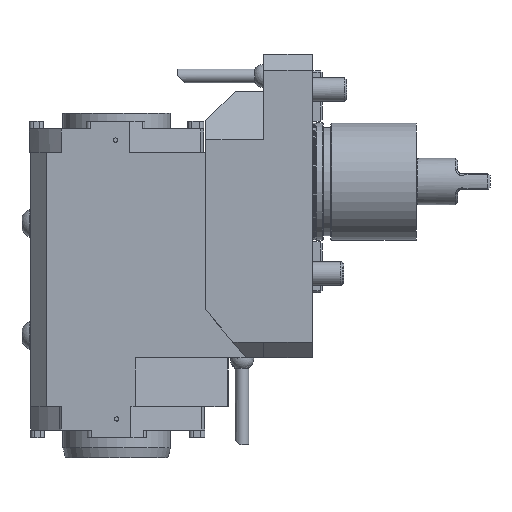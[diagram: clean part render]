
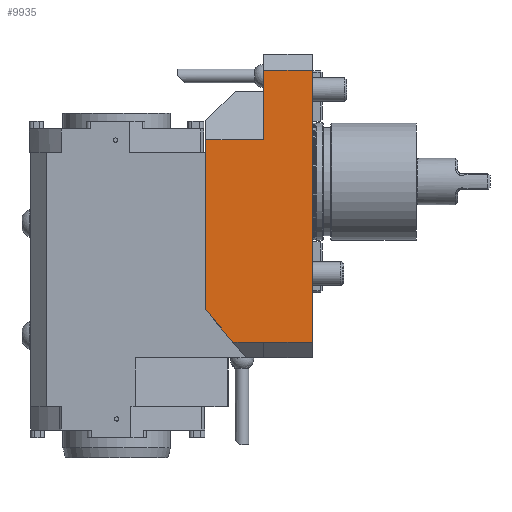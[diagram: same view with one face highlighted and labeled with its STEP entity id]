
A CAD part, left-side view. The second image highlights one B-rep face of the part: STEP entity #9935.
In plain terms, the highlighted planar face has unit normal (-1, 0, 0).
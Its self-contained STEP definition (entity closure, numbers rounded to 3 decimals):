
#17 = CARTESIAN_POINT ( 'NONE',  ( -54., 0., -82. ) ) ;
#295 = VECTOR ( 'NONE', #8696, 1000. ) ;
#434 = ORIENTED_EDGE ( 'NONE', *, *, #4980, .T. ) ;
#601 = ORIENTED_EDGE ( 'NONE', *, *, #16864, .F. ) ;
#672 = LINE ( 'NONE', #18399, #295 ) ;
#1293 = VECTOR ( 'NONE', #6493, 1000. ) ;
#1416 = DIRECTION ( 'NONE',  ( 0., 0., -1. ) ) ;
#1667 = LINE ( 'NONE', #3114, #17554 ) ;
#2232 = CARTESIAN_POINT ( 'NONE',  ( -54., 25., 57. ) ) ;
#3114 = CARTESIAN_POINT ( 'NONE',  ( -54., 54.5, -50. ) ) ;
#3443 = EDGE_CURVE ( 'NONE', #3575, #18530, #12554, .T. ) ;
#3575 = VERTEX_POINT ( 'NONE', #15029 ) ;
#3676 = LINE ( 'NONE', #25347, #24242 ) ;
#3899 = VERTEX_POINT ( 'NONE', #23621 ) ;
#4063 = ORIENTED_EDGE ( 'NONE', *, *, #3443, .T. ) ;
#4980 = EDGE_CURVE ( 'NONE', #5392, #11616, #20167, .T. ) ;
#5357 = EDGE_CURVE ( 'NONE', #18530, #3899, #17882, .T. ) ;
#5377 = VECTOR ( 'NONE', #21866, 1000. ) ;
#5392 = VERTEX_POINT ( 'NONE', #15544 ) ;
#5401 = CARTESIAN_POINT ( 'NONE',  ( -54., 0., 57. ) ) ;
#5450 = ORIENTED_EDGE ( 'NONE', *, *, #20853, .T. ) ;
#5813 = DIRECTION ( 'NONE',  ( 0., 1., 0. ) ) ;
#6373 = LINE ( 'NONE', #14420, #1293 ) ;
#6493 = DIRECTION ( 'NONE',  ( 0., -1., 0. ) ) ;
#7375 = EDGE_CURVE ( 'NONE', #3899, #23562, #6373, .T. ) ;
#7552 = ORIENTED_EDGE ( 'NONE', *, *, #20262, .T. ) ;
#7723 = CARTESIAN_POINT ( 'NONE',  ( -54., 25., 57. ) ) ;
#7954 = VERTEX_POINT ( 'NONE', #5401 ) ;
#8459 = EDGE_LOOP ( 'NONE', ( #5450, #4063, #17496, #13563, #601, #22845, #7552, #434 ) ) ;
#8696 = DIRECTION ( 'NONE',  ( 0., 0., -1. ) ) ;
#9935 = ADVANCED_FACE ( 'Defeature completata1_9', ( #15155 ), #17378, .T. ) ;
#10566 = DIRECTION ( 'NONE',  ( 0., -0.643, -0.766 ) ) ;
#10765 = CARTESIAN_POINT ( 'NONE',  ( -54., 40.655, -82. ) ) ;
#11494 = DIRECTION ( 'NONE',  ( 0., 0., -1. ) ) ;
#11614 = DIRECTION ( 'NONE',  ( 0., -1., 0. ) ) ;
#11616 = VERTEX_POINT ( 'NONE', #21528 ) ;
#11618 = VECTOR ( 'NONE', #5813, 1000. ) ;
#12438 = VECTOR ( 'NONE', #11614, 1000. ) ;
#12554 = LINE ( 'NONE', #23845, #16181 ) ;
#13563 = ORIENTED_EDGE ( 'NONE', *, *, #7375, .T. ) ;
#14353 = AXIS2_PLACEMENT_3D ( 'NONE', #23776, #23899, #24161 ) ;
#14420 = CARTESIAN_POINT ( 'NONE',  ( -54., 25., -82. ) ) ;
#15029 = CARTESIAN_POINT ( 'NONE',  ( -54., 54.5, -65.5 ) ) ;
#15155 = FACE_OUTER_BOUND ( 'NONE', #8459, .T. ) ;
#15544 = CARTESIAN_POINT ( 'NONE',  ( -54., 25., 21.5 ) ) ;
#16181 = VECTOR ( 'NONE', #10566, 1000. ) ;
#16864 = EDGE_CURVE ( 'NONE', #7954, #23562, #672, .T. ) ;
#17378 = PLANE ( 'NONE',  #14353 ) ;
#17496 = ORIENTED_EDGE ( 'NONE', *, *, #5357, .T. ) ;
#17554 = VECTOR ( 'NONE', #1416, 1000. ) ;
#17882 = LINE ( 'NONE', #21929, #12438 ) ;
#18341 = CARTESIAN_POINT ( 'NONE',  ( -54., 100., 21.5 ) ) ;
#18399 = CARTESIAN_POINT ( 'NONE',  ( -54., 0., 65. ) ) ;
#18530 = VERTEX_POINT ( 'NONE', #10765 ) ;
#19230 = VERTEX_POINT ( 'NONE', #2232 ) ;
#20167 = LINE ( 'NONE', #18341, #11618 ) ;
#20262 = EDGE_CURVE ( 'NONE', #19230, #5392, #3676, .T. ) ;
#20853 = EDGE_CURVE ( 'NONE', #11616, #3575, #1667, .T. ) ;
#20978 = EDGE_CURVE ( 'NONE', #7954, #19230, #22259, .T. ) ;
#21528 = CARTESIAN_POINT ( 'NONE',  ( -54., 54.5, 21.5 ) ) ;
#21866 = DIRECTION ( 'NONE',  ( 0., 1., 0. ) ) ;
#21929 = CARTESIAN_POINT ( 'NONE',  ( -54., 100., -82. ) ) ;
#22259 = LINE ( 'NONE', #7723, #5377 ) ;
#22845 = ORIENTED_EDGE ( 'NONE', *, *, #20978, .T. ) ;
#23562 = VERTEX_POINT ( 'NONE', #17 ) ;
#23621 = CARTESIAN_POINT ( 'NONE',  ( -54., 25., -82. ) ) ;
#23776 = CARTESIAN_POINT ( 'NONE',  ( -54., 100., -50. ) ) ;
#23845 = CARTESIAN_POINT ( 'NONE',  ( -54., 80.932, -34. ) ) ;
#23899 = DIRECTION ( 'NONE',  ( -1., 0., 0. ) ) ;
#24161 = DIRECTION ( 'NONE',  ( 0., 0., 1. ) ) ;
#24242 = VECTOR ( 'NONE', #11494, 1000. ) ;
#25347 = CARTESIAN_POINT ( 'NONE',  ( -54., 25., 65. ) ) ;
